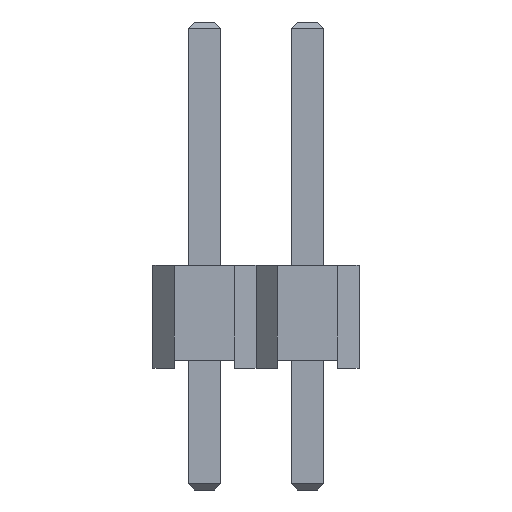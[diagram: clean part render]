
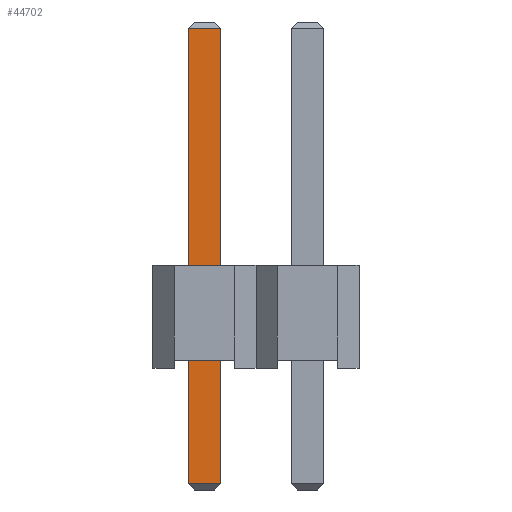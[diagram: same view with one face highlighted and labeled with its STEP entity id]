
A CAD part, front view. The second image highlights one B-rep face of the part: STEP entity #44702.
In plain terms, the highlighted planar face has unit normal (0, -1, 0).
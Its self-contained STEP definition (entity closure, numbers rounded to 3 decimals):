
#44290 = PLANE('',#44291);
#44291 = AXIS2_PLACEMENT_3D('',#44292,#44293,#44294);
#44292 = CARTESIAN_POINT('',(-0.4,-0.4,-3.));
#44293 = DIRECTION('',(-1.,0.,0.));
#44294 = DIRECTION('',(0.,1.,0.));
#44346 = PLANE('',#44347);
#44347 = AXIS2_PLACEMENT_3D('',#44348,#44349,#44350);
#44348 = CARTESIAN_POINT('',(0.4,0.4,-3.));
#44349 = DIRECTION('',(1.,0.,0.));
#44350 = DIRECTION('',(0.,-1.,0.));
#44387 = EDGE_CURVE('',#44388,#44390,#44392,.T.);
#44388 = VERTEX_POINT('',#44389);
#44389 = CARTESIAN_POINT('',(-0.4,-0.4,-2.85));
#44390 = VERTEX_POINT('',#44391);
#44391 = CARTESIAN_POINT('',(-0.4,-0.4,8.39));
#44392 = SURFACE_CURVE('',#44393,(#44397,#44404),.PCURVE_S1.);
#44393 = LINE('',#44394,#44395);
#44394 = CARTESIAN_POINT('',(-0.4,-0.4,-3.));
#44395 = VECTOR('',#44396,1.);
#44396 = DIRECTION('',(0.,0.,1.));
#44397 = PCURVE('',#44290,#44398);
#44398 = DEFINITIONAL_REPRESENTATION('',(#44399),#44403);
#44399 = LINE('',#44400,#44401);
#44400 = CARTESIAN_POINT('',(0.,0.));
#44401 = VECTOR('',#44402,1.);
#44402 = DIRECTION('',(0.,-1.));
#44403 = ( GEOMETRIC_REPRESENTATION_CONTEXT(2) 
PARAMETRIC_REPRESENTATION_CONTEXT() REPRESENTATION_CONTEXT('2D SPACE',''
  ) );
#44404 = PCURVE('',#44405,#44410);
#44405 = PLANE('',#44406);
#44406 = AXIS2_PLACEMENT_3D('',#44407,#44408,#44409);
#44407 = CARTESIAN_POINT('',(0.4,-0.4,-3.));
#44408 = DIRECTION('',(0.,-1.,0.));
#44409 = DIRECTION('',(-1.,0.,0.));
#44410 = DEFINITIONAL_REPRESENTATION('',(#44411),#44415);
#44411 = LINE('',#44412,#44413);
#44412 = CARTESIAN_POINT('',(0.8,0.));
#44413 = VECTOR('',#44414,1.);
#44414 = DIRECTION('',(0.,-1.));
#44415 = ( GEOMETRIC_REPRESENTATION_CONTEXT(2) 
PARAMETRIC_REPRESENTATION_CONTEXT() REPRESENTATION_CONTEXT('2D SPACE',''
  ) );
#44637 = VERTEX_POINT('',#44638);
#44638 = CARTESIAN_POINT('',(0.4,-0.4,8.39));
#44659 = EDGE_CURVE('',#44660,#44637,#44662,.T.);
#44660 = VERTEX_POINT('',#44661);
#44661 = CARTESIAN_POINT('',(0.4,-0.4,-2.85));
#44662 = SURFACE_CURVE('',#44663,(#44667,#44674),.PCURVE_S1.);
#44663 = LINE('',#44664,#44665);
#44664 = CARTESIAN_POINT('',(0.4,-0.4,-3.));
#44665 = VECTOR('',#44666,1.);
#44666 = DIRECTION('',(0.,0.,1.));
#44667 = PCURVE('',#44346,#44668);
#44668 = DEFINITIONAL_REPRESENTATION('',(#44669),#44673);
#44669 = LINE('',#44670,#44671);
#44670 = CARTESIAN_POINT('',(0.8,0.));
#44671 = VECTOR('',#44672,1.);
#44672 = DIRECTION('',(0.,-1.));
#44673 = ( GEOMETRIC_REPRESENTATION_CONTEXT(2) 
PARAMETRIC_REPRESENTATION_CONTEXT() REPRESENTATION_CONTEXT('2D SPACE',''
  ) );
#44674 = PCURVE('',#44405,#44675);
#44675 = DEFINITIONAL_REPRESENTATION('',(#44676),#44680);
#44676 = LINE('',#44677,#44678);
#44677 = CARTESIAN_POINT('',(0.,-0.));
#44678 = VECTOR('',#44679,1.);
#44679 = DIRECTION('',(0.,-1.));
#44680 = ( GEOMETRIC_REPRESENTATION_CONTEXT(2) 
PARAMETRIC_REPRESENTATION_CONTEXT() REPRESENTATION_CONTEXT('2D SPACE',''
  ) );
#44702 = ADVANCED_FACE('',(#44703),#44405,.T.);
#44703 = FACE_BOUND('',#44704,.T.);
#44704 = EDGE_LOOP('',(#44705,#44706,#44732,#44733));
#44705 = ORIENTED_EDGE('',*,*,#44659,.T.);
#44706 = ORIENTED_EDGE('',*,*,#44707,.T.);
#44707 = EDGE_CURVE('',#44637,#44390,#44708,.T.);
#44708 = SURFACE_CURVE('',#44709,(#44713,#44720),.PCURVE_S1.);
#44709 = LINE('',#44710,#44711);
#44710 = CARTESIAN_POINT('',(0.4,-0.4,8.39));
#44711 = VECTOR('',#44712,1.);
#44712 = DIRECTION('',(-1.,0.,0.));
#44713 = PCURVE('',#44405,#44714);
#44714 = DEFINITIONAL_REPRESENTATION('',(#44715),#44719);
#44715 = LINE('',#44716,#44717);
#44716 = CARTESIAN_POINT('',(0.,-11.39));
#44717 = VECTOR('',#44718,1.);
#44718 = DIRECTION('',(1.,0.));
#44719 = ( GEOMETRIC_REPRESENTATION_CONTEXT(2) 
PARAMETRIC_REPRESENTATION_CONTEXT() REPRESENTATION_CONTEXT('2D SPACE',''
  ) );
#44720 = PCURVE('',#44721,#44726);
#44721 = PLANE('',#44722);
#44722 = AXIS2_PLACEMENT_3D('',#44723,#44724,#44725);
#44723 = CARTESIAN_POINT('',(0.4,-0.325,8.465));
#44724 = DIRECTION('',(0.,-0.707,0.707));
#44725 = DIRECTION('',(1.,0.,0.));
#44726 = DEFINITIONAL_REPRESENTATION('',(#44727),#44731);
#44727 = LINE('',#44728,#44729);
#44728 = CARTESIAN_POINT('',(-0.,-0.106));
#44729 = VECTOR('',#44730,1.);
#44730 = DIRECTION('',(-1.,0.));
#44731 = ( GEOMETRIC_REPRESENTATION_CONTEXT(2) 
PARAMETRIC_REPRESENTATION_CONTEXT() REPRESENTATION_CONTEXT('2D SPACE',''
  ) );
#44732 = ORIENTED_EDGE('',*,*,#44387,.F.);
#44733 = ORIENTED_EDGE('',*,*,#44734,.F.);
#44734 = EDGE_CURVE('',#44660,#44388,#44735,.T.);
#44735 = SURFACE_CURVE('',#44736,(#44740,#44747),.PCURVE_S1.);
#44736 = LINE('',#44737,#44738);
#44737 = CARTESIAN_POINT('',(0.4,-0.4,-2.85));
#44738 = VECTOR('',#44739,1.);
#44739 = DIRECTION('',(-1.,0.,0.));
#44740 = PCURVE('',#44405,#44741);
#44741 = DEFINITIONAL_REPRESENTATION('',(#44742),#44746);
#44742 = LINE('',#44743,#44744);
#44743 = CARTESIAN_POINT('',(0.,-0.15));
#44744 = VECTOR('',#44745,1.);
#44745 = DIRECTION('',(1.,0.));
#44746 = ( GEOMETRIC_REPRESENTATION_CONTEXT(2) 
PARAMETRIC_REPRESENTATION_CONTEXT() REPRESENTATION_CONTEXT('2D SPACE',''
  ) );
#44747 = PCURVE('',#44748,#44753);
#44748 = PLANE('',#44749);
#44749 = AXIS2_PLACEMENT_3D('',#44750,#44751,#44752);
#44750 = CARTESIAN_POINT('',(0.4,-0.325,-2.925));
#44751 = DIRECTION('',(0.,0.707,0.707)
  );
#44752 = DIRECTION('',(1.,0.,0.));
#44753 = DEFINITIONAL_REPRESENTATION('',(#44754),#44758);
#44754 = LINE('',#44755,#44756);
#44755 = CARTESIAN_POINT('',(-0.,-0.106));
#44756 = VECTOR('',#44757,1.);
#44757 = DIRECTION('',(-1.,0.));
#44758 = ( GEOMETRIC_REPRESENTATION_CONTEXT(2) 
PARAMETRIC_REPRESENTATION_CONTEXT() REPRESENTATION_CONTEXT('2D SPACE',''
  ) );
